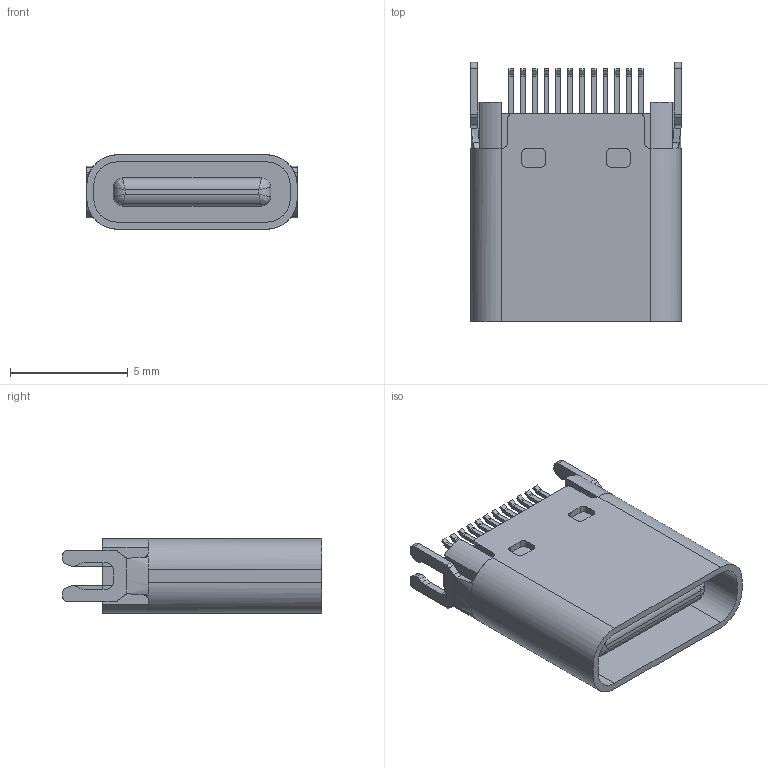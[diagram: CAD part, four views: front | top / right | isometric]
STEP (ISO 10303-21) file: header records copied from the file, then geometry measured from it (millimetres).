
FILE_DESCRIPTION(/* description */ (''),/* implementation_level */ '2;1');
FILE_NAME(/* name */ 'USB-TYPE-C-SMD_USB-307HG-B-SU v1.step',/* time_stamp */ '2024-01-18T11:07:19+01:00',/* author */ (''),/* organization */ (''),/* preprocessor_version */ 'ST-DEVELOPER v20',/* originating_system */ 'Autodesk Translation Framework v12.14.0.127',/* authorisation */ '');
FILE_SCHEMA (('AUTOMOTIVE_DESIGN { 1 0 10303 214 3 1 1 }'));
Length unit declared in the file: millimetre
Products named in the file (2): USB-TYPE-C-SMD_USB-307HG-B-SU; COMPOUND
Assembly tree (1 placements, depth 2):
  USB-TYPE-C-SMD_USB-307HG-B-SU
    COMPOUND
Bounding box: 8.94 x 11 x 3.16 mm (x, y, z)
Volume: 153.6 mm3; surface area: 601.9 mm2
Topology: 2 solids, 2 shells, 663 faces, 1692 edges, 1060 vertices
Faces by surface type: plane 509, cylinder 120, bspline 34
Entity records: 21987 total; most frequent: CARTESIAN_POINT 5391, ORIENTED_EDGE 3376, DIRECTION 3132, EDGE_CURVE 1688, LINE 1356, VECTOR 1356, VERTEX_POINT 1060, AXIS2_PLACEMENT_3D 888
